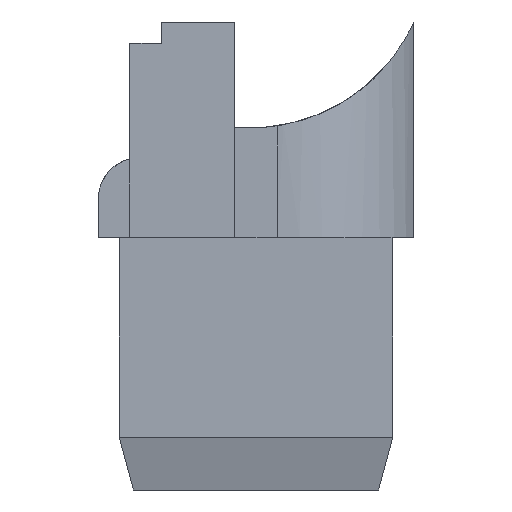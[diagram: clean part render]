
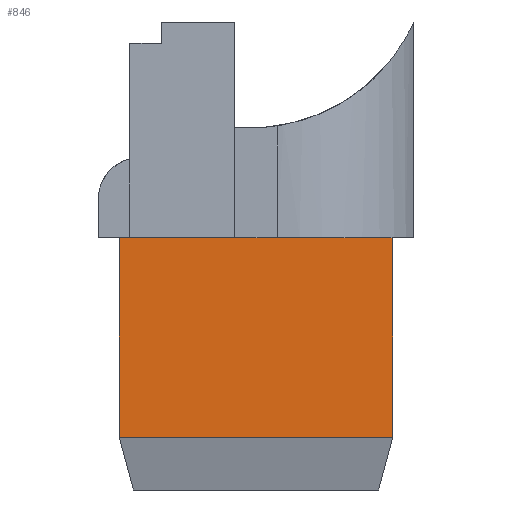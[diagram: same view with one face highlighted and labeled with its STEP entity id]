
A CAD part, left-side view. The second image highlights one B-rep face of the part: STEP entity #846.
In plain terms, the highlighted planar face has unit normal (-1, 0, 0).
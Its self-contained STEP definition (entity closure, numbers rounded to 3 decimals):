
#68=FACE_OUTER_BOUND('',#116,.T.);
#116=EDGE_LOOP('',(#631,#632,#633,#634));
#167=LINE('',#1210,#263);
#187=LINE('',#1256,#283);
#206=LINE('',#1334,#302);
#207=LINE('',#1336,#303);
#263=VECTOR('',#974,26.);
#283=VECTOR('',#1004,19.);
#302=VECTOR('',#1037,26.);
#303=VECTOR('',#1040,19.);
#360=VERTEX_POINT('',#1207);
#361=VERTEX_POINT('',#1209);
#382=VERTEX_POINT('',#1254);
#398=VERTEX_POINT('',#1332);
#443=EDGE_CURVE('',#361,#360,#167,.T.);
#467=EDGE_CURVE('',#382,#360,#187,.T.);
#490=EDGE_CURVE('',#398,#382,#206,.T.);
#491=EDGE_CURVE('',#398,#361,#207,.T.);
#631=ORIENTED_EDGE('',*,*,#443,.T.);
#632=ORIENTED_EDGE('',*,*,#467,.F.);
#633=ORIENTED_EDGE('',*,*,#490,.F.);
#634=ORIENTED_EDGE('',*,*,#491,.T.);
#807=PLANE('',#901);
#846=ADVANCED_FACE('',(#68),#807,.T.);
#901=AXIS2_PLACEMENT_3D('',#1335,#1038,#1039);
#974=DIRECTION('',(0.,1.,0.));
#1004=DIRECTION('',(0.,0.,1.));
#1037=DIRECTION('',(0.,1.,0.));
#1038=DIRECTION('center_axis',(-1.,0.,0.));
#1039=DIRECTION('ref_axis',(0.,-1.,0.));
#1040=DIRECTION('',(0.,0.,1.));
#1207=CARTESIAN_POINT('',(-13.,13.,24.));
#1209=CARTESIAN_POINT('',(-13.,-13.,24.));
#1210=CARTESIAN_POINT('',(-13.,7.298,24.));
#1254=CARTESIAN_POINT('',(-13.,13.,5.));
#1256=CARTESIAN_POINT('',(-13.,13.,0.));
#1332=CARTESIAN_POINT('',(-13.,-13.,5.));
#1334=CARTESIAN_POINT('',(-13.,6.5,5.));
#1335=CARTESIAN_POINT('Origin',(-13.,13.,0.));
#1336=CARTESIAN_POINT('',(-13.,-13.,0.));
